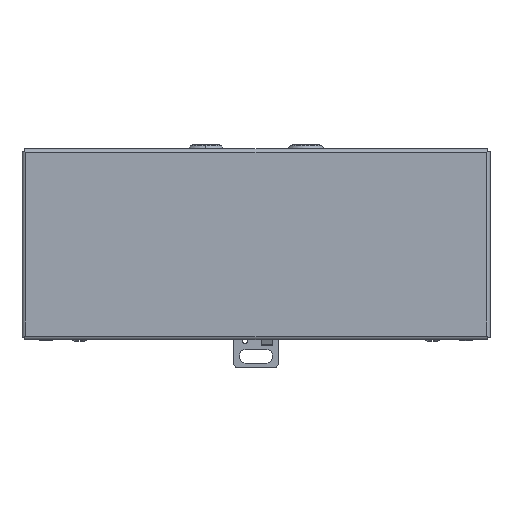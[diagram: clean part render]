
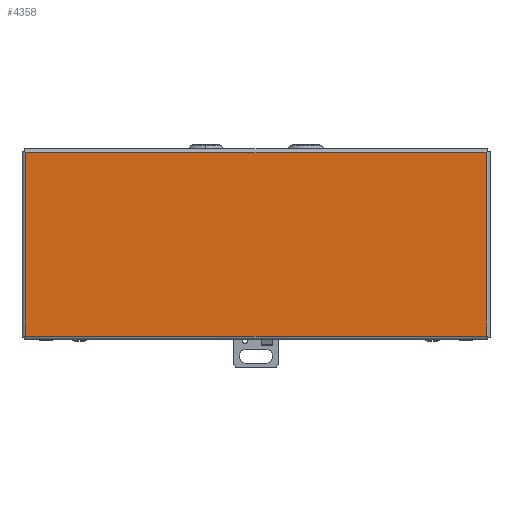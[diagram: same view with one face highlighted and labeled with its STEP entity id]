
A CAD part, top view. The second image highlights one B-rep face of the part: STEP entity #4358.
In plain terms, the highlighted planar face has unit normal (0, 0, 1).
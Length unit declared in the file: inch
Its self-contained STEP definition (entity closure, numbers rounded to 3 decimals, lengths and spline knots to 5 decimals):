
#791 = DIRECTION ( 'NONE',  ( -1., 0., 0. ) ) ;
#958 = EDGE_CURVE ( 'NONE', #10301, #3198, #9559, .T. ) ;
#1233 = ORIENTED_EDGE ( 'NONE', *, *, #8501, .F. ) ;
#1272 = FACE_OUTER_BOUND ( 'NONE', #14458, .T. ) ;
#2073 = VERTEX_POINT ( 'NONE', #7533 ) ;
#2482 = DIRECTION ( 'NONE',  ( 1., 0., 0. ) ) ;
#2576 = ORIENTED_EDGE ( 'NONE', *, *, #958, .F. ) ;
#2993 = VECTOR ( 'NONE', #2482, 39.37008 ) ;
#3192 = LINE ( 'NONE', #8062, #13485 ) ;
#3198 = VERTEX_POINT ( 'NONE', #7060 ) ;
#4358 = ADVANCED_FACE ( 'NONE', ( #1272 ), #12246, .T. ) ;
#4724 = LINE ( 'NONE', #9600, #2993 ) ;
#6204 = ORIENTED_EDGE ( 'NONE', *, *, #15664, .F. ) ;
#7060 = CARTESIAN_POINT ( 'NONE',  ( -5.1585, -0.029, 5.0285 ) ) ;
#7533 = CARTESIAN_POINT ( 'NONE',  ( 5.1585, -4.135, 5.0285 ) ) ;
#7716 = LINE ( 'NONE', #13646, #15007 ) ;
#7867 = DIRECTION ( 'NONE',  ( 0., -1., 0. ) ) ;
#7957 = CARTESIAN_POINT ( 'NONE',  ( -5.1585, -4.135, 5.0285 ) ) ;
#8026 = CARTESIAN_POINT ( 'NONE',  ( -5.1585, -4.135, 5.0285 ) ) ;
#8062 = CARTESIAN_POINT ( 'NONE',  ( 5.1585, -4.135, 5.0285 ) ) ;
#8501 = EDGE_CURVE ( 'NONE', #2073, #10301, #3192, .T. ) ;
#9559 = LINE ( 'NONE', #7957, #9983 ) ;
#9600 = CARTESIAN_POINT ( 'NONE',  ( -5.1585, -0.029, 5.0285 ) ) ;
#9983 = VECTOR ( 'NONE', #10606, 39.37008 ) ;
#10301 = VERTEX_POINT ( 'NONE', #8026 ) ;
#10606 = DIRECTION ( 'NONE',  ( 0., 1., 0. ) ) ;
#10888 = DIRECTION ( 'NONE',  ( -1., 0., 0. ) ) ;
#12088 = DIRECTION ( 'NONE',  ( 0., 0., 1. ) ) ;
#12246 = PLANE ( 'NONE',  #15464 ) ;
#12400 = CARTESIAN_POINT ( 'NONE',  ( 5.1585, -0.029, 5.0285 ) ) ;
#13370 = ORIENTED_EDGE ( 'NONE', *, *, #15047, .F. ) ;
#13485 = VECTOR ( 'NONE', #791, 39.37008 ) ;
#13646 = CARTESIAN_POINT ( 'NONE',  ( 5.1585, -0.029, 5.0285 ) ) ;
#14458 = EDGE_LOOP ( 'NONE', ( #2576, #1233, #13370, #6204 ) ) ;
#14813 = VERTEX_POINT ( 'NONE', #15187 ) ;
#15007 = VECTOR ( 'NONE', #7867, 39.37008 ) ;
#15047 = EDGE_CURVE ( 'NONE', #14813, #2073, #7716, .T. ) ;
#15187 = CARTESIAN_POINT ( 'NONE',  ( 5.1585, -0.029, 5.0285 ) ) ;
#15464 = AXIS2_PLACEMENT_3D ( 'NONE', #12400, #12088, #10888 ) ;
#15664 = EDGE_CURVE ( 'NONE', #3198, #14813, #4724, .T. ) ;
